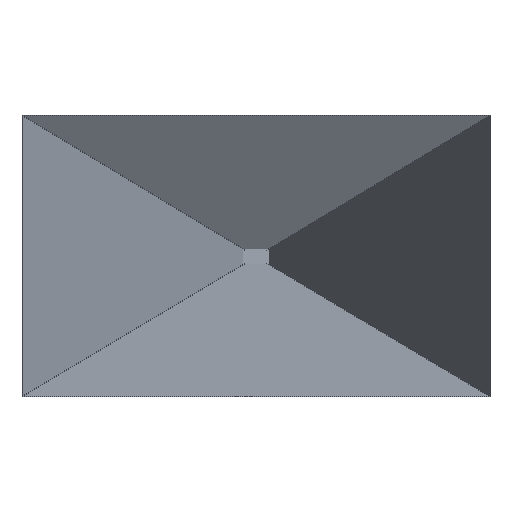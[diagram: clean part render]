
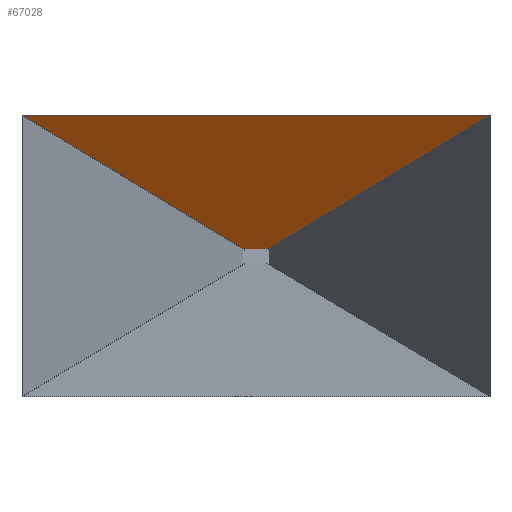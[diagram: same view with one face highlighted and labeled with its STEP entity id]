
A CAD part, top view. The second image highlights one B-rep face of the part: STEP entity #67028.
In plain terms, the highlighted planar face has unit normal (0, 0.961, -0.276).
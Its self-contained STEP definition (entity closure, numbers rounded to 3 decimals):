
#66939=DIRECTION('',(-0.417,0.251,0.874));
#66940=VECTOR('',#66939,181.542);
#66941=CARTESIAN_POINT('',(0.,0.,-7.33));
#66942=LINE('',#66941,#66940);
#66959=DIRECTION('',(-0.417,-0.251,-0.874));
#66960=VECTOR('',#66959,181.542);
#66961=CARTESIAN_POINT('',(75.663,45.486,151.3));
#66962=LINE('',#66961,#66960);
#66963=DIRECTION('',(-1.,0.,0.));
#66964=VECTOR('',#66963,151.325);
#66965=CARTESIAN_POINT('',(75.663,45.486,151.3));
#66966=LINE('',#66965,#66964);
#66968=CARTESIAN_POINT('',(0.,0.,-7.33));
#66970=VERTEX_POINT('',#66968);
#66971=CARTESIAN_POINT('',(75.663,45.486,151.3));
#66972=VERTEX_POINT('',#66971);
#66975=CARTESIAN_POINT('',(-75.663,45.486,151.3));
#66976=VERTEX_POINT('',#66975);
#67017=CARTESIAN_POINT('',(-157.8,0.,-7.33));
#67018=DIRECTION('',(0.,0.961,-0.276));
#67019=DIRECTION('',(0.,0.276,0.961));
#67020=AXIS2_PLACEMENT_3D('',#67017,#67018,#67019);
#67021=PLANE('',#67020);
#67022=ORIENTED_EDGE('',*,*,#67012,.F.);
#67024=ORIENTED_EDGE('',*,*,#67023,.T.);
#67025=ORIENTED_EDGE('',*,*,#66984,.F.);
#67026=EDGE_LOOP('',(#67022,#67024,#67025));
#67027=FACE_OUTER_BOUND('',#67026,.F.);
#67028=ADVANCED_FACE('',(#67027),#67021,.T.);
#66984=EDGE_CURVE('',#66970,#66976,#66942,.T.);
#67012=EDGE_CURVE('',#66972,#66970,#66962,.T.);
#67023=EDGE_CURVE('',#66972,#66976,#66966,.T.);
